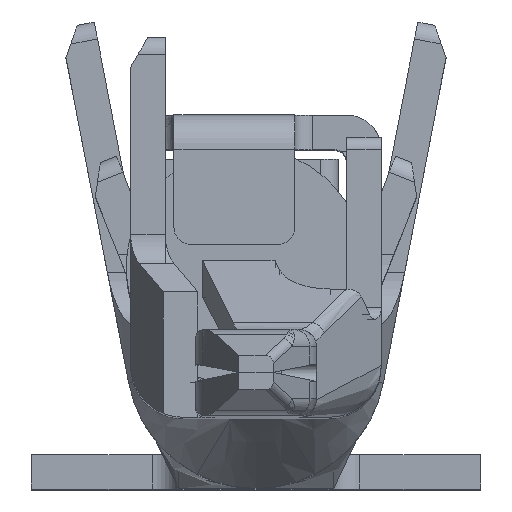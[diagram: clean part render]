
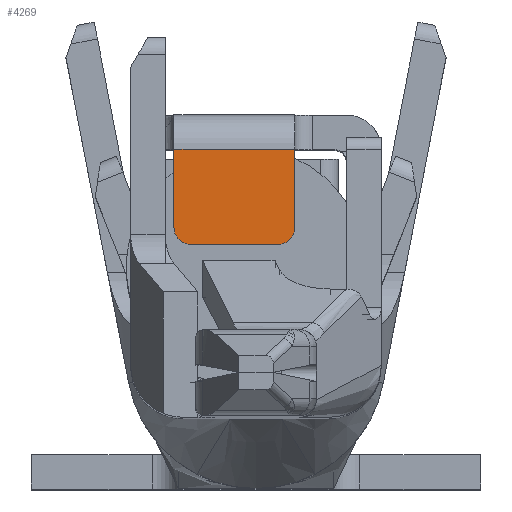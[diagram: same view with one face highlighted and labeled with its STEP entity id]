
A CAD part, top view. The second image highlights one B-rep face of the part: STEP entity #4269.
In plain terms, the highlighted planar face has unit normal (0, 0, 1).
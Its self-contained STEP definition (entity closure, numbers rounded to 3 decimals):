
#1395=CARTESIAN_POINT('',(-0.475,1.55,-5.3));
#1396=VERTEX_POINT('',#1395);
#1404=CARTESIAN_POINT('',(0.225,1.55,-5.3));
#1405=VERTEX_POINT('',#1404);
#1406=CARTESIAN_POINT('',(-0.475,1.55,-5.3));
#1407=DIRECTION('',(1.,0.,0.));
#1408=VECTOR('',#1407,0.7);
#1409=LINE('',#1406,#1408);
#1410=EDGE_CURVE('',#1396,#1405,#1409,.T.);
#4144=CARTESIAN_POINT('',(0.225,1.1,-5.3));
#4145=VERTEX_POINT('',#4144);
#4146=CARTESIAN_POINT('',(0.225,1.55,-5.3));
#4147=DIRECTION('',(0.,-1.,0.));
#4148=VECTOR('',#4147,0.45);
#4149=LINE('',#4146,#4148);
#4150=EDGE_CURVE('',#1405,#4145,#4149,.T.);
#4228=CARTESIAN_POINT('',(-0.475,1.75,-5.3));
#4229=DIRECTION('',(1.,0.,0.));
#4230=DIRECTION('',(0.,0.,1.));
#4231=AXIS2_PLACEMENT_3D('',#4228,#4230,#4229);
#4232=PLANE('',#4231);
#4233=ORIENTED_EDGE('',*,*,#1410,.F.);
#4234=CARTESIAN_POINT('',(-0.475,1.1,-5.3));
#4235=VERTEX_POINT('',#4234);
#4236=CARTESIAN_POINT('',(-0.475,1.55,-5.3));
#4237=DIRECTION('',(0.,-1.,0.));
#4238=VECTOR('',#4237,0.45);
#4239=LINE('',#4236,#4238);
#4240=EDGE_CURVE('',#1396,#4235,#4239,.T.);
#4241=ORIENTED_EDGE('',*,*,#4240,.T.);
#4242=CARTESIAN_POINT('',(-0.375,1.,-5.3));
#4243=VERTEX_POINT('',#4242);
#4244=CARTESIAN_POINT('',(-0.375,1.1,-5.3));
#4245=DIRECTION('',(-1.,0.,0.));
#4246=DIRECTION('',(0.,0.,1.));
#4247=AXIS2_PLACEMENT_3D('',#4244,#4246,#4245);
#4248=CIRCLE('',#4247,0.1);
#4249=EDGE_CURVE('',#4235,#4243,#4248,.T.);
#4250=ORIENTED_EDGE('',*,*,#4249,.T.);
#4251=CARTESIAN_POINT('',(0.125,1.,-5.3));
#4252=VERTEX_POINT('',#4251);
#4253=CARTESIAN_POINT('',(-0.375,1.,-5.3));
#4254=DIRECTION('',(1.,0.,0.));
#4255=VECTOR('',#4254,0.5);
#4256=LINE('',#4253,#4255);
#4257=EDGE_CURVE('',#4243,#4252,#4256,.T.);
#4258=ORIENTED_EDGE('',*,*,#4257,.T.);
#4259=CARTESIAN_POINT('',(0.125,1.1,-5.3));
#4260=DIRECTION('',(0.,-1.,0.));
#4261=DIRECTION('',(0.,0.,1.));
#4262=AXIS2_PLACEMENT_3D('',#4259,#4261,#4260);
#4263=CIRCLE('',#4262,0.1);
#4264=EDGE_CURVE('',#4252,#4145,#4263,.T.);
#4265=ORIENTED_EDGE('',*,*,#4264,.T.);
#4266=ORIENTED_EDGE('',*,*,#4150,.F.);
#4267=EDGE_LOOP('',(#4233,#4241,#4250,#4258,#4265,#4266));
#4268=FACE_OUTER_BOUND('',#4267,.T.);
#4269=ADVANCED_FACE('',(#4268),#4232,.T.);
